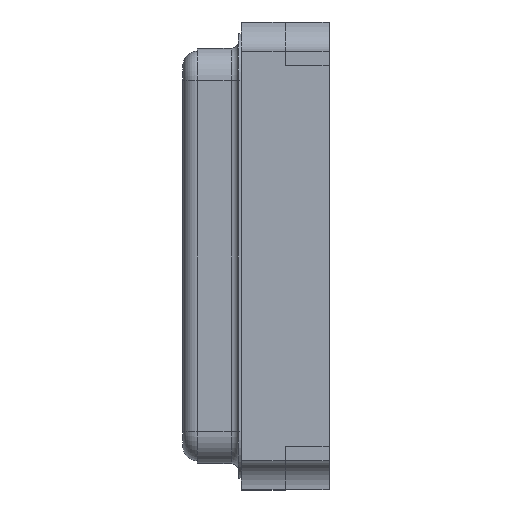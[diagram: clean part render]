
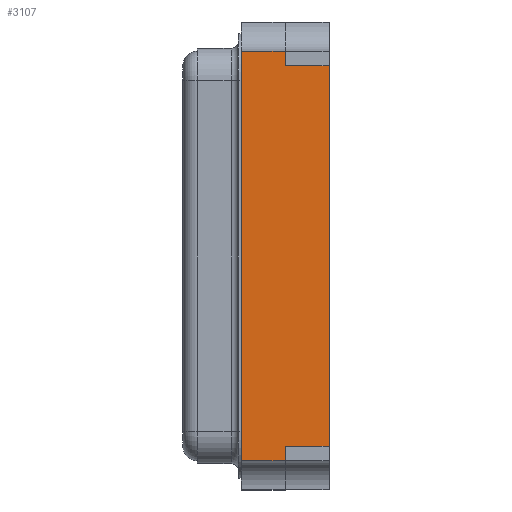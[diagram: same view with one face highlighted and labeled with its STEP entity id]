
A CAD part, left-side view. The second image highlights one B-rep face of the part: STEP entity #3107.
In plain terms, the highlighted planar face has unit normal (-1, 0, 0).
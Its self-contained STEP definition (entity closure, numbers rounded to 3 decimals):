
#124 = VERTEX_POINT ( 'NONE', #2202 ) ;
#151 = PLANE ( 'NONE',  #1356 ) ;
#186 = CARTESIAN_POINT ( 'NONE',  ( -1., 0., 0.65 ) ) ;
#246 = ORIENTED_EDGE ( 'NONE', *, *, #1259, .F. ) ;
#292 = EDGE_LOOP ( 'NONE', ( #246, #1284, #2107, #3016, #3927, #2302, #505, #339 ) ) ;
#339 = ORIENTED_EDGE ( 'NONE', *, *, #713, .T. ) ;
#359 = VERTEX_POINT ( 'NONE', #186 ) ;
#374 = VECTOR ( 'NONE', #3296, 1000. ) ;
#411 = CARTESIAN_POINT ( 'NONE',  ( -1., 0.15, 0.65 ) ) ;
#467 = EDGE_CURVE ( 'NONE', #3168, #909, #3816, .T. ) ;
#505 = ORIENTED_EDGE ( 'NONE', *, *, #686, .F. ) ;
#532 = LINE ( 'NONE', #1533, #3922 ) ;
#684 = CARTESIAN_POINT ( 'NONE',  ( -1., 0.15, -0.7 ) ) ;
#686 = EDGE_CURVE ( 'NONE', #1499, #4247, #1797, .T. ) ;
#713 = EDGE_CURVE ( 'NONE', #1499, #3393, #4073, .T. ) ;
#852 = FACE_OUTER_BOUND ( 'NONE', #292, .T. ) ;
#909 = VERTEX_POINT ( 'NONE', #411 ) ;
#921 = DIRECTION ( 'NONE',  ( 0., 0., 1. ) ) ;
#1100 = CARTESIAN_POINT ( 'NONE',  ( -1., 0.3, -0.7 ) ) ;
#1184 = CARTESIAN_POINT ( 'NONE',  ( -1., 0., 0.8 ) ) ;
#1259 = EDGE_CURVE ( 'NONE', #124, #3393, #3530, .T. ) ;
#1284 = ORIENTED_EDGE ( 'NONE', *, *, #3794, .T. ) ;
#1356 = AXIS2_PLACEMENT_3D ( 'NONE', #2485, #3605, #1710 ) ;
#1472 = LINE ( 'NONE', #1618, #4062 ) ;
#1499 = VERTEX_POINT ( 'NONE', #1100 ) ;
#1533 = CARTESIAN_POINT ( 'NONE',  ( -1., 0.5, 0.7 ) ) ;
#1575 = VECTOR ( 'NONE', #4079, 1000. ) ;
#1604 = EDGE_CURVE ( 'NONE', #3168, #4247, #532, .T. ) ;
#1618 = CARTESIAN_POINT ( 'NONE',  ( -1., 0.15, 0.65 ) ) ;
#1696 = VECTOR ( 'NONE', #3955, 1000. ) ;
#1710 = DIRECTION ( 'NONE',  ( 0., 0., -1. ) ) ;
#1729 = CARTESIAN_POINT ( 'NONE',  ( -1., 0.15, -0.65 ) ) ;
#1740 = EDGE_CURVE ( 'NONE', #909, #359, #1472, .T. ) ;
#1797 = LINE ( 'NONE', #2912, #2876 ) ;
#1869 = DIRECTION ( 'NONE',  ( 0., 1., 0. ) ) ;
#1888 = LINE ( 'NONE', #1184, #1575 ) ;
#1910 = VERTEX_POINT ( 'NONE', #2767 ) ;
#2107 = ORIENTED_EDGE ( 'NONE', *, *, #2282, .T. ) ;
#2191 = VECTOR ( 'NONE', #2195, 1000. ) ;
#2195 = DIRECTION ( 'NONE',  ( 0., 0., -1. ) ) ;
#2202 = CARTESIAN_POINT ( 'NONE',  ( -1., 0.15, -0.65 ) ) ;
#2282 = EDGE_CURVE ( 'NONE', #1910, #359, #1888, .T. ) ;
#2302 = ORIENTED_EDGE ( 'NONE', *, *, #1604, .T. ) ;
#2413 = VECTOR ( 'NONE', #3684, 1000. ) ;
#2485 = CARTESIAN_POINT ( 'NONE',  ( -1., 0.3, 0.8 ) ) ;
#2656 = CARTESIAN_POINT ( 'NONE',  ( -1., 0.15, -0.65 ) ) ;
#2767 = CARTESIAN_POINT ( 'NONE',  ( -1., 0., -0.65 ) ) ;
#2868 = CARTESIAN_POINT ( 'NONE',  ( -1., 0.3, 0.7 ) ) ;
#2876 = VECTOR ( 'NONE', #921, 1000. ) ;
#2912 = CARTESIAN_POINT ( 'NONE',  ( -1., 0.3, 0.8 ) ) ;
#3016 = ORIENTED_EDGE ( 'NONE', *, *, #1740, .F. ) ;
#3107 = ADVANCED_FACE ( 'NONE', ( #852 ), #151, .F. ) ;
#3168 = VERTEX_POINT ( 'NONE', #4253 ) ;
#3296 = DIRECTION ( 'NONE',  ( 0., 0., -1. ) ) ;
#3346 = CARTESIAN_POINT ( 'NONE',  ( -1., 0.5, -0.7 ) ) ;
#3393 = VERTEX_POINT ( 'NONE', #684 ) ;
#3530 = LINE ( 'NONE', #2656, #374 ) ;
#3605 = DIRECTION ( 'NONE',  ( 1., 0., 0. ) ) ;
#3684 = DIRECTION ( 'NONE',  ( 0., -1., 0. ) ) ;
#3794 = EDGE_CURVE ( 'NONE', #124, #1910, #4137, .T. ) ;
#3816 = LINE ( 'NONE', #3832, #2191 ) ;
#3832 = CARTESIAN_POINT ( 'NONE',  ( -1., 0.15, 0.65 ) ) ;
#3877 = DIRECTION ( 'NONE',  ( 0., -1., 0. ) ) ;
#3922 = VECTOR ( 'NONE', #1869, 1000. ) ;
#3927 = ORIENTED_EDGE ( 'NONE', *, *, #467, .F. ) ;
#3955 = DIRECTION ( 'NONE',  ( 0., -1., 0. ) ) ;
#4062 = VECTOR ( 'NONE', #3877, 1000. ) ;
#4073 = LINE ( 'NONE', #3346, #1696 ) ;
#4079 = DIRECTION ( 'NONE',  ( 0., 0., 1. ) ) ;
#4137 = LINE ( 'NONE', #1729, #2413 ) ;
#4247 = VERTEX_POINT ( 'NONE', #2868 ) ;
#4253 = CARTESIAN_POINT ( 'NONE',  ( -1., 0.15, 0.7 ) ) ;
